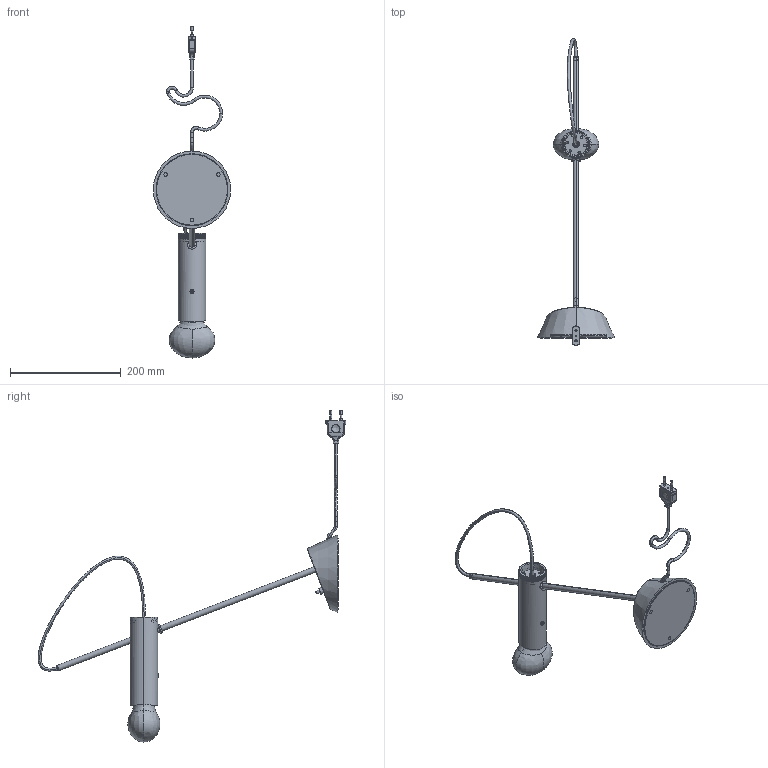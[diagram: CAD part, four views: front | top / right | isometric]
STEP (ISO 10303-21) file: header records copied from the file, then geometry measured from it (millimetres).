
FILE_DESCRIPTION (( 'STEP AP203' ), '1' );
FILE_NAME ('ATA-X01-0-00000_rev_01_27.STEP', '2023-06-27T12:46:03', ( '' ), ( '' ), 'SwSTEP 2.0', 'SolidWorks 2023', '' );
FILE_SCHEMA (( 'CONFIG_CONTROL_DESIGN' ));
Length unit declared in the file: millimetre
Products named in the file (16): ATC-X01-0-05100; Viti a Testa Bombata e Cava Esagonale ISO-7380_VITE M4X10 TBCE ISO-7380 ; ATC-X01-0-00400; ATC-X01-0-00200; ATC-X01-0-05200; ATC-X01-0-05000_Trasparente Arditi 020492<A macchina>; ATA-X01-0-00000_rev_01_27; ATC-X01-0-00700; ATC-X01-0-00000_rev_01; Ghiera per Interruttore Sacla 18611; Pulsante Unipolare NA 250Vac Arditi_PULSANTE NA 250V NERO 027523; Nipplo Steab 5475xx_NIPPLO M10X1 NERO 5475-3-05-2-6; ATC-X01-0-00500_Default<A macchina>; Nipplo Steab 5016xx_NIPPLO M10X1 L.7 NERO  5016-3-7-2-6; ATC-X01-0-00100; Anello di Tenuta O-Ring_O-RING NBR SP.3,53 ØI=9,12
Assembly tree (16 placements, depth 2):
  ATA-X01-0-00000_rev_01_27
    ATC-X01-0-05200
    Viti a Testa Bombata e Cava Esagonale ISO-7380_VITE M4X10 TBCE ISO-7380 
    Nipplo Steab 5016xx_NIPPLO M10X1 L.7 NERO  5016-3-7-2-6
    Anello di Tenuta O-Ring_O-RING NBR SP.3,53 ØI=9,12
    Pulsante Unipolare NA 250Vac Arditi_PULSANTE NA 250V NERO 027523
    Ghiera per Interruttore Sacla 18611
    Nipplo Steab 5475xx_NIPPLO M10X1 NERO 5475-3-05-2-6  x2
    ATC-X01-0-00000_rev_01
    ATC-X01-0-00100
    ATC-X01-0-00200
    ATC-X01-0-00400
    ATC-X01-0-00500_Default<A macchina>
    ATC-X01-0-05100
    ATC-X01-0-00700
    ATC-X01-0-05000_Trasparente Arditi 020492<A macchina>
Bounding box: 140 x 556.05 x 600.25 mm (x, y, z)
Volume: 585122.6 mm3; surface area: 241665.6 mm2
Topology: 27 solids, 27 shells, 570 faces, 1298 edges, 786 vertices
Faces by surface type: cylinder 240, plane 153, torus 71, bspline 59, cone 42, sphere 5
Entity records: 29136 total; most frequent: CARTESIAN_POINT 15206, DIRECTION 2624, ORIENTED_EDGE 2466, EDGE_CURVE 1233, AXIS2_PLACEMENT_3D 1074, VERTEX_POINT 760, EDGE_LOOP 653, CIRCLE 561
